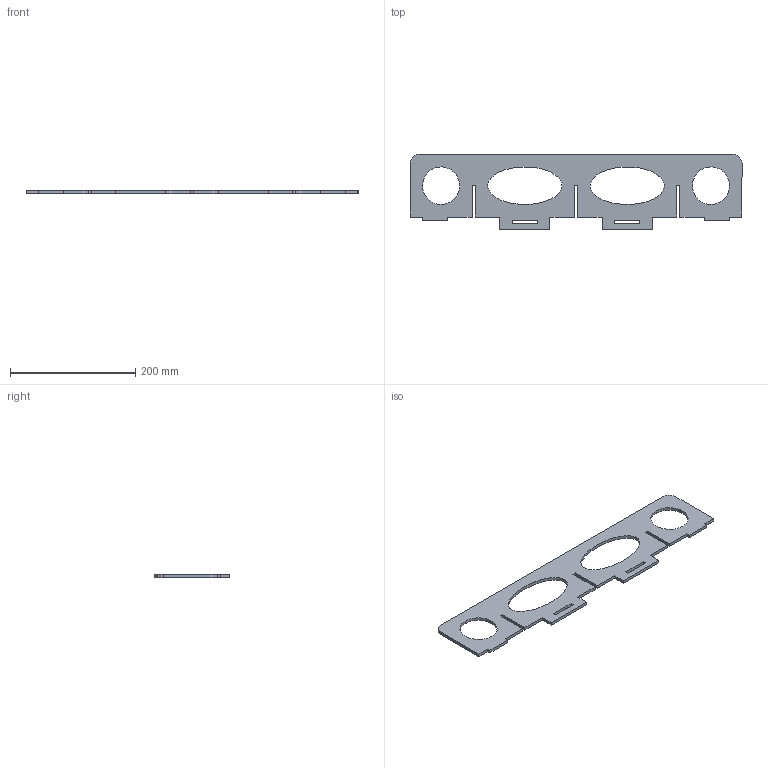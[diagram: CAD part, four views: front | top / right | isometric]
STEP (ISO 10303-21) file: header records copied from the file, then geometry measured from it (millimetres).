
FILE_DESCRIPTION (( 'STEP AP214' ), '1' );
FILE_NAME ('Variable angle foot rest - wall x.STEP', '2023-07-03T13:54:24', ( '' ), ( '' ), 'SwSTEP 2.0', 'SolidWorks 2020', '' );
FILE_SCHEMA (( 'AUTOMOTIVE_DESIGN' ));
Length unit declared in the file: millimetre
Products named in the file (1): Variable angle foot rest - wall x
Bounding box: 530 x 120.1 x 5 mm (x, y, z)
Volume: 193172.3 mm3; surface area: 91156 mm2
Topology: 1 solids, 1 shells, 52 faces, 150 edges, 100 vertices
Faces by surface type: plane 42, bspline 8, cylinder 2
Entity records: 1760 total; most frequent: CARTESIAN_POINT 407, ORIENTED_EDGE 300, DIRECTION 228, EDGE_CURVE 150, LINE 130, VECTOR 130, VERTEX_POINT 100, EDGE_LOOP 64
